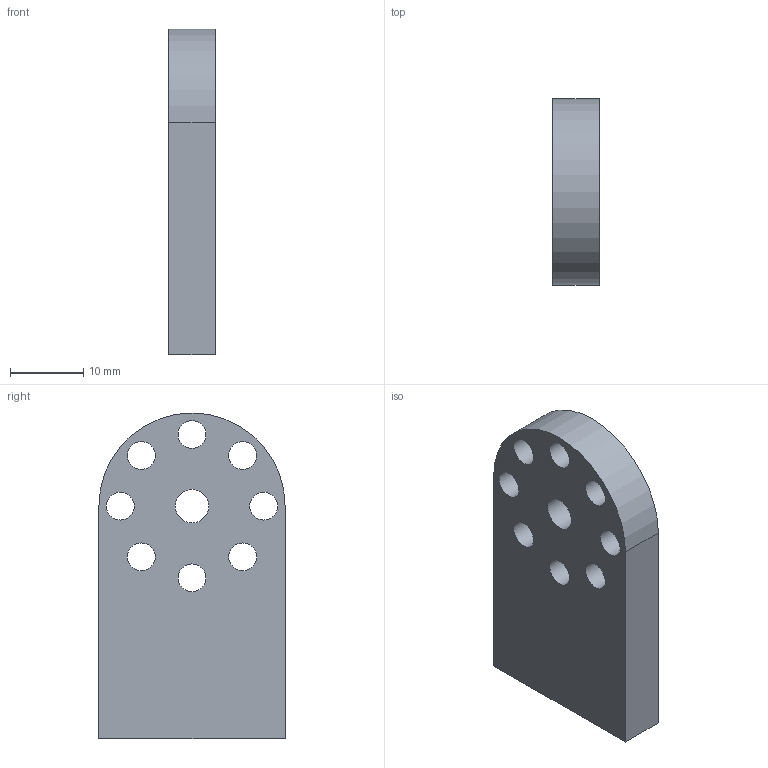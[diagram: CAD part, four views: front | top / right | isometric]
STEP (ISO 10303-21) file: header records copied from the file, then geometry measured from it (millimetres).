
FILE_DESCRIPTION(/* description */ ('STEP AP214'),/* implementation_level */ '2;1');
FILE_NAME(/* name */ '6001c63648c9c411f118a852',/* time_stamp */ '2021-01-15T16:43:35+00:00',/* author */ (''),/* organization */ (''),/* preprocessor_version */ 'ST-DEVELOPER v18.1',/* originating_system */ ' ',/* authorisation */ ' ');
FILE_SCHEMA (('AUTOMOTIVE_DESIGN {1 0 10303 214 3 1 1}'));
Length unit declared in the file: metre
Products named in the file (1): Part 1
Bounding box: 6.35 x 25.4 x 44.45 mm (x, y, z)
Volume: 5828.1 mm3; surface area: 3746.4 mm2
Topology: 1 solids, 1 shells, 19 faces, 49 edges, 32 vertices
Faces by surface type: cylinder 12, plane 5, cone 2
Full cylindrical faces by diameter (mm): 2.705 x2, 3.797 x8, 4.572 x1
Entity records: 582 total; most frequent: DIRECTION 98, CARTESIAN_POINT 86, ORIENTED_EDGE 68, FACE_BOUND 52, EDGE_LOOP 50, AXIS2_PLACEMENT_3D 44, EDGE_CURVE 34, VERTEX_POINT 32
